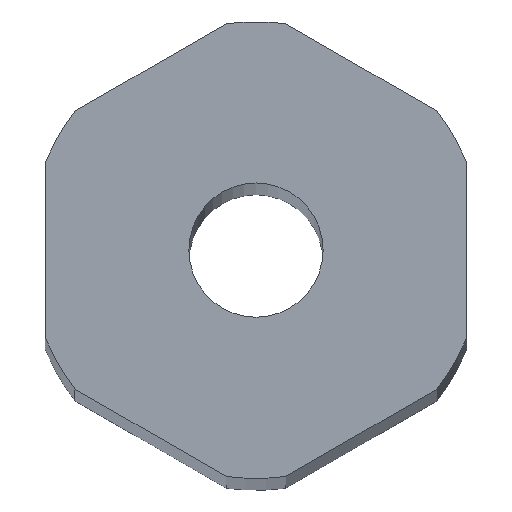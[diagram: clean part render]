
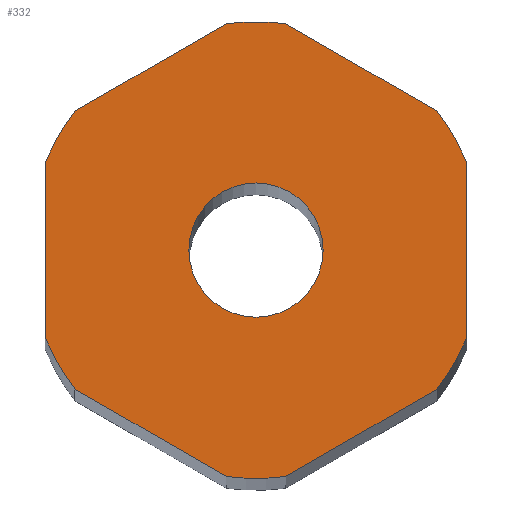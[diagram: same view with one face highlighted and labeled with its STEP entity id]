
A CAD part, top view. The second image highlights one B-rep face of the part: STEP entity #332.
In plain terms, the highlighted planar face has unit normal (0, 0, 1).
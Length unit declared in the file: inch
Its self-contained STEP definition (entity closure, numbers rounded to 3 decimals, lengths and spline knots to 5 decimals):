
#1 = ORIENTED_EDGE ( 'NONE', *, *, #446, .F. ) ;
#7 = EDGE_CURVE ( 'NONE', #578, #221, #482, .T. ) ;
#9 = ORIENTED_EDGE ( 'NONE', *, *, #571, .T. ) ;
#15 = FACE_BOUND ( 'NONE', #48, .T. ) ;
#19 = EDGE_CURVE ( 'NONE', #268, #310, #328, .T. ) ;
#22 = VECTOR ( 'NONE', #536, 39.37008 ) ;
#24 = DIRECTION ( 'NONE',  ( 1., 0., 0. ) ) ;
#36 = EDGE_CURVE ( 'NONE', #266, #569, #58, .T. ) ;
#43 = ORIENTED_EDGE ( 'NONE', *, *, #7, .T. ) ;
#48 = EDGE_LOOP ( 'NONE', ( #1, #281 ) ) ;
#57 = LINE ( 'NONE', #372, #129 ) ;
#58 = LINE ( 'NONE', #102, #377 ) ;
#64 = CARTESIAN_POINT ( 'NONE',  ( 0., 0., 4. ) ) ;
#66 = DIRECTION ( 'NONE',  ( 0., 0., 1. ) ) ;
#71 = LINE ( 'NONE', #295, #452 ) ;
#74 = AXIS2_PLACEMENT_3D ( 'NONE', #436, #82, #575 ) ;
#75 = ORIENTED_EDGE ( 'NONE', *, *, #369, .T. ) ;
#82 = DIRECTION ( 'NONE',  ( 0., 0., 1. ) ) ;
#84 = EDGE_CURVE ( 'NONE', #569, #500, #135, .T. ) ;
#85 = ORIENTED_EDGE ( 'NONE', *, *, #421, .T. ) ;
#86 = CARTESIAN_POINT ( 'NONE',  ( -0.21471, -0.16449, 4. ) ) ;
#91 = ORIENTED_EDGE ( 'NONE', *, *, #179, .T. ) ;
#92 = VECTOR ( 'NONE', #384, 39.37008 ) ;
#95 = AXIS2_PLACEMENT_3D ( 'NONE', #296, #340, #480 ) ;
#102 = CARTESIAN_POINT ( 'NONE',  ( 0.2498, 0., 4. ) ) ;
#108 = AXIS2_PLACEMENT_3D ( 'NONE', #556, #147, #351 ) ;
#115 = CARTESIAN_POINT ( 'NONE',  ( -0.03509, 0.26819, 4. ) ) ;
#124 = CARTESIAN_POINT ( 'NONE',  ( 0.21471, 0.16449, 4. ) ) ;
#129 = VECTOR ( 'NONE', #558, 39.37008 ) ;
#133 = ORIENTED_EDGE ( 'NONE', *, *, #398, .T. ) ;
#135 = CIRCLE ( 'NONE', #108, 0.27047 ) ;
#138 = EDGE_CURVE ( 'NONE', #323, #504, #71, .T. ) ;
#147 = DIRECTION ( 'NONE',  ( 0., 0., 1. ) ) ;
#150 = DIRECTION ( 'NONE',  ( 1., 0., 0. ) ) ;
#151 = VECTOR ( 'NONE', #466, 39.37008 ) ;
#160 = DIRECTION ( 'NONE',  ( 0., 0., 1. ) ) ;
#162 = CARTESIAN_POINT ( 'NONE',  ( -0.2498, -0.1037, 4. ) ) ;
#168 = CARTESIAN_POINT ( 'NONE',  ( 0.1249, 0.21634, 4. ) ) ;
#176 = CIRCLE ( 'NONE', #588, 0.27047 ) ;
#179 = EDGE_CURVE ( 'NONE', #363, #323, #541, .T. ) ;
#191 = FACE_OUTER_BOUND ( 'NONE', #508, .T. ) ;
#199 = CIRCLE ( 'NONE', #95, 0.0795 ) ;
#206 = DIRECTION ( 'NONE',  ( 0., -1., 0. ) ) ;
#221 = VERTEX_POINT ( 'NONE', #115 ) ;
#232 = EDGE_CURVE ( 'NONE', #310, #312, #407, .T. ) ;
#236 = DIRECTION ( 'NONE',  ( 1., 0., 0. ) ) ;
#237 = EDGE_CURVE ( 'NONE', #465, #321, #537, .T. ) ;
#243 = DIRECTION ( 'NONE',  ( 0., 1., 0. ) ) ;
#251 = DIRECTION ( 'NONE',  ( 1., 0., 0. ) ) ;
#253 = DIRECTION ( 'NONE',  ( 1., 0., 0. ) ) ;
#256 = CARTESIAN_POINT ( 'NONE',  ( 0., 0., 4. ) ) ;
#266 = VERTEX_POINT ( 'NONE', #496 ) ;
#268 = VERTEX_POINT ( 'NONE', #86 ) ;
#274 = CARTESIAN_POINT ( 'NONE',  ( 0.03509, -0.26819, 4. ) ) ;
#281 = ORIENTED_EDGE ( 'NONE', *, *, #237, .F. ) ;
#289 = CARTESIAN_POINT ( 'NONE',  ( 0., 0., 4. ) ) ;
#293 = DIRECTION ( 'NONE',  ( 0., 0., 1. ) ) ;
#295 = CARTESIAN_POINT ( 'NONE',  ( -0.2498, 0., 4. ) ) ;
#296 = CARTESIAN_POINT ( 'NONE',  ( 0., 0., 4. ) ) ;
#310 = VERTEX_POINT ( 'NONE', #562 ) ;
#312 = VERTEX_POINT ( 'NONE', #274 ) ;
#315 = CIRCLE ( 'NONE', #409, 0.27047 ) ;
#321 = VERTEX_POINT ( 'NONE', #334 ) ;
#323 = VERTEX_POINT ( 'NONE', #422 ) ;
#328 = LINE ( 'NONE', #470, #151 ) ;
#331 = CARTESIAN_POINT ( 'NONE',  ( 0., 0., 4. ) ) ;
#332 = ADVANCED_FACE ( 'NONE', ( #15, #191 ), #566, .T. ) ;
#334 = CARTESIAN_POINT ( 'NONE',  ( -0.0795, 0., 4. ) ) ;
#340 = DIRECTION ( 'NONE',  ( 0., 0., 1. ) ) ;
#342 = DIRECTION ( 'NONE',  ( 0., 0., 1. ) ) ;
#351 = DIRECTION ( 'NONE',  ( 1., 0., 0. ) ) ;
#363 = VERTEX_POINT ( 'NONE', #459 ) ;
#368 = CARTESIAN_POINT ( 'NONE',  ( -0.1249, 0.21634, 4. ) ) ;
#369 = EDGE_CURVE ( 'NONE', #221, #363, #462, .T. ) ;
#372 = CARTESIAN_POINT ( 'NONE',  ( 0.1249, -0.21634, 4. ) ) ;
#377 = VECTOR ( 'NONE', #243, 39.37008 ) ;
#379 = DIRECTION ( 'NONE',  ( 0., 0., 1. ) ) ;
#380 = AXIS2_PLACEMENT_3D ( 'NONE', #331, #516, #24 ) ;
#384 = DIRECTION ( 'NONE',  ( -0.866, -0.5, 0. ) ) ;
#386 = CARTESIAN_POINT ( 'NONE',  ( 0.03509, 0.26819, 4. ) ) ;
#388 = DIRECTION ( 'NONE',  ( 1., 0., 0. ) ) ;
#390 = CARTESIAN_POINT ( 'NONE',  ( 0., 0., 4. ) ) ;
#392 = ORIENTED_EDGE ( 'NONE', *, *, #84, .T. ) ;
#393 = CARTESIAN_POINT ( 'NONE',  ( 0.0795, 0., 4. ) ) ;
#398 = EDGE_CURVE ( 'NONE', #503, #266, #315, .T. ) ;
#402 = ORIENTED_EDGE ( 'NONE', *, *, #36, .T. ) ;
#406 = AXIS2_PLACEMENT_3D ( 'NONE', #64, #379, #150 ) ;
#407 = CIRCLE ( 'NONE', #506, 0.27047 ) ;
#409 = AXIS2_PLACEMENT_3D ( 'NONE', #289, #160, #236 ) ;
#413 = ORIENTED_EDGE ( 'NONE', *, *, #138, .T. ) ;
#421 = EDGE_CURVE ( 'NONE', #312, #503, #57, .T. ) ;
#422 = CARTESIAN_POINT ( 'NONE',  ( -0.2498, 0.1037, 4. ) ) ;
#429 = AXIS2_PLACEMENT_3D ( 'NONE', #256, #293, #253 ) ;
#436 = CARTESIAN_POINT ( 'NONE',  ( 0., 0., 4. ) ) ;
#446 = EDGE_CURVE ( 'NONE', #321, #465, #199, .T. ) ;
#452 = VECTOR ( 'NONE', #206, 39.37008 ) ;
#454 = ORIENTED_EDGE ( 'NONE', *, *, #232, .T. ) ;
#459 = CARTESIAN_POINT ( 'NONE',  ( -0.21471, 0.16449, 4. ) ) ;
#462 = LINE ( 'NONE', #368, #92 ) ;
#465 = VERTEX_POINT ( 'NONE', #393 ) ;
#466 = DIRECTION ( 'NONE',  ( 0.866, -0.5, 0. ) ) ;
#470 = CARTESIAN_POINT ( 'NONE',  ( -0.1249, -0.21634, 4. ) ) ;
#476 = CARTESIAN_POINT ( 'NONE',  ( 0., 0., 4. ) ) ;
#480 = DIRECTION ( 'NONE',  ( 1., 0., 0. ) ) ;
#482 = CIRCLE ( 'NONE', #406, 0.27047 ) ;
#496 = CARTESIAN_POINT ( 'NONE',  ( 0.2498, -0.1037, 4. ) ) ;
#499 = EDGE_CURVE ( 'NONE', #500, #578, #580, .T. ) ;
#500 = VERTEX_POINT ( 'NONE', #124 ) ;
#503 = VERTEX_POINT ( 'NONE', #583 ) ;
#504 = VERTEX_POINT ( 'NONE', #162 ) ;
#506 = AXIS2_PLACEMENT_3D ( 'NONE', #390, #342, #388 ) ;
#508 = EDGE_LOOP ( 'NONE', ( #402, #392, #553, #43, #75, #91, #413, #9, #587, #454, #85, #133 ) ) ;
#516 = DIRECTION ( 'NONE',  ( 0., 0., 1. ) ) ;
#529 = CARTESIAN_POINT ( 'NONE',  ( 0.2498, 0.1037, 4. ) ) ;
#536 = DIRECTION ( 'NONE',  ( -0.866, 0.5, 0. ) ) ;
#537 = CIRCLE ( 'NONE', #74, 0.0795 ) ;
#541 = CIRCLE ( 'NONE', #429, 0.27047 ) ;
#553 = ORIENTED_EDGE ( 'NONE', *, *, #499, .T. ) ;
#556 = CARTESIAN_POINT ( 'NONE',  ( 0., 0., 4. ) ) ;
#558 = DIRECTION ( 'NONE',  ( 0.866, 0.5, 0. ) ) ;
#562 = CARTESIAN_POINT ( 'NONE',  ( -0.03509, -0.26819, 4. ) ) ;
#566 = PLANE ( 'NONE',  #380 ) ;
#569 = VERTEX_POINT ( 'NONE', #529 ) ;
#571 = EDGE_CURVE ( 'NONE', #504, #268, #176, .T. ) ;
#575 = DIRECTION ( 'NONE',  ( 1., 0., 0. ) ) ;
#578 = VERTEX_POINT ( 'NONE', #386 ) ;
#580 = LINE ( 'NONE', #168, #22 ) ;
#583 = CARTESIAN_POINT ( 'NONE',  ( 0.21471, -0.16449, 4. ) ) ;
#587 = ORIENTED_EDGE ( 'NONE', *, *, #19, .T. ) ;
#588 = AXIS2_PLACEMENT_3D ( 'NONE', #476, #66, #251 ) ;
